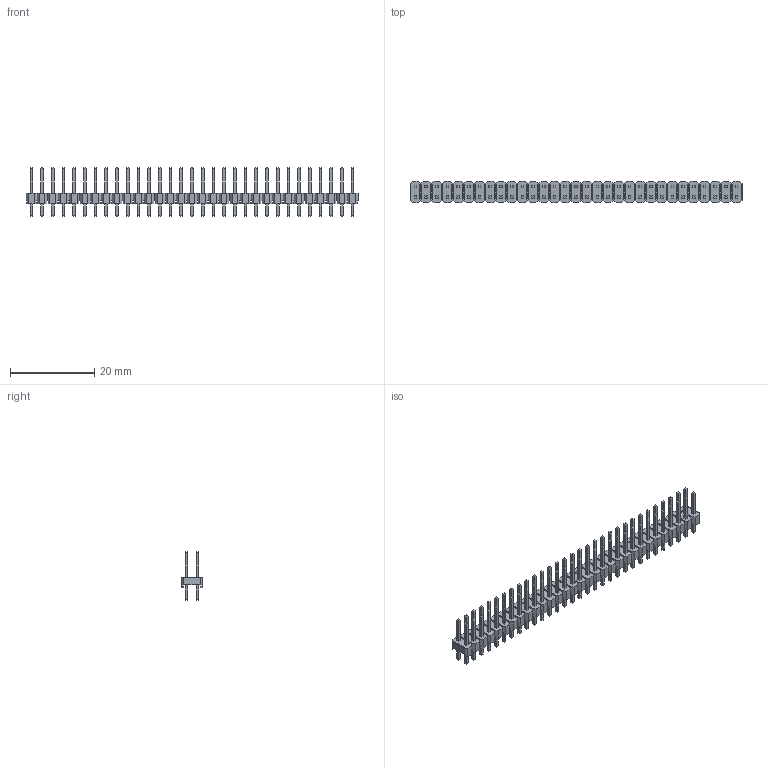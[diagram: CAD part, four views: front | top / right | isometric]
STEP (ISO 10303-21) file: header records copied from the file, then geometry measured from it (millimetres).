
FILE_DESCRIPTION(('STEP AP214'), '1');
FILE_NAME('PLD', '', ('UNSPECIFIED'), ('UNSPECIFIED'), 'ASCON STEP Converter 1.6', 'ASCON Math Kernel', '');
FILE_SCHEMA(('AUTOMOTIVE_DESIGN { 1 0 10303 214 3 1 1}'));
Length unit declared in the file: millimetre
Bounding box: 78.74 x 5.08 x 11.6 mm (x, y, z)
Volume: 956.4 mm3; surface area: 2847.8 mm2
Topology: 1 solids, 1 shells, 1588 faces, 3800 edges, 2368 vertices
Faces by surface type: plane 1588
Entity records: 57100 total; most frequent: CARTESIAN_POINT 7757, ORIENTED_EDGE 7600, DIRECTION 6978, EDGE_CURVE 3800, LINE 3800, VECTOR 3800, VERTEX_POINT 2368, FACE_BOUND 1742
